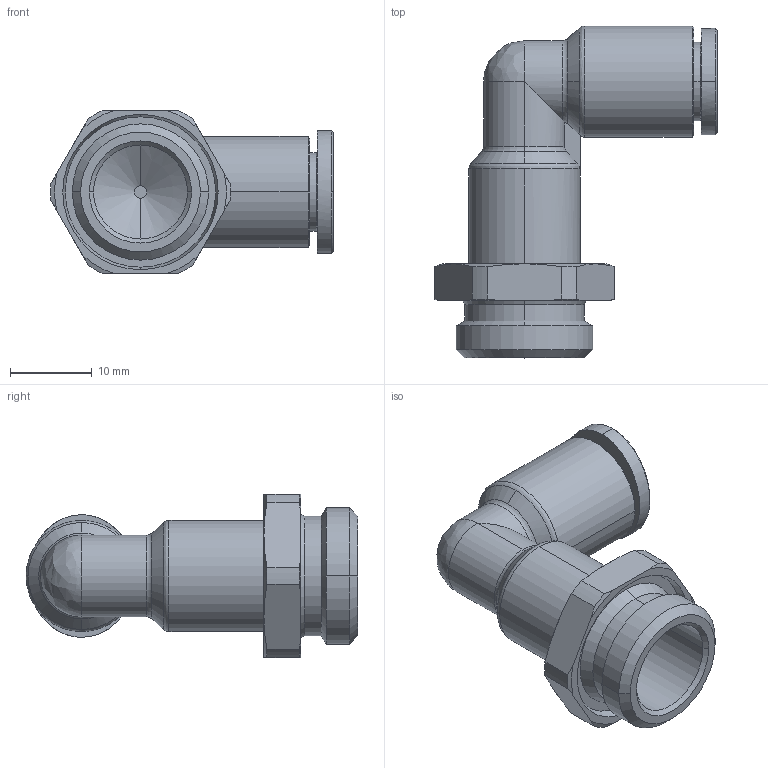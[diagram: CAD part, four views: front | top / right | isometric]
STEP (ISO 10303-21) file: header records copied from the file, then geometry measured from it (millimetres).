
FILE_DESCRIPTION (( 'STEP AP214' ), '1' );
FILE_NAME ('PLLP08-G03.stp', '2015-09-16T07:31:08', ( '' ), ( '' ), 'SwSTEP 2.0', 'SolidWorks 2015', '' );
FILE_SCHEMA (( 'AUTOMOTIVE_DESIGN' ));
Length unit declared in the file: millimetre
Products named in the file (2): ｦ+ﾃｦ1; PLLP08-G03
Assembly tree (1 placements, depth 2):
  PLLP08-G03
    ｦ+ﾃｦ1
Bounding box: 34.59 x 40.6 x 20 mm (x, y, z)
Volume: 6431.4 mm3; surface area: 4177.9 mm2
Topology: 1 solids, 1 shells, 458 faces, 1276 edges, 842 vertices
Faces by surface type: plane 353, cone 36, bspline 34, cylinder 31, torus 4
Entity records: 16293 total; most frequent: CARTESIAN_POINT 3936, ORIENTED_EDGE 2550, DIRECTION 2140, EDGE_CURVE 1275, LINE 1038, VECTOR 1038, VERTEX_POINT 842, AXIS2_PLACEMENT_3D 551
